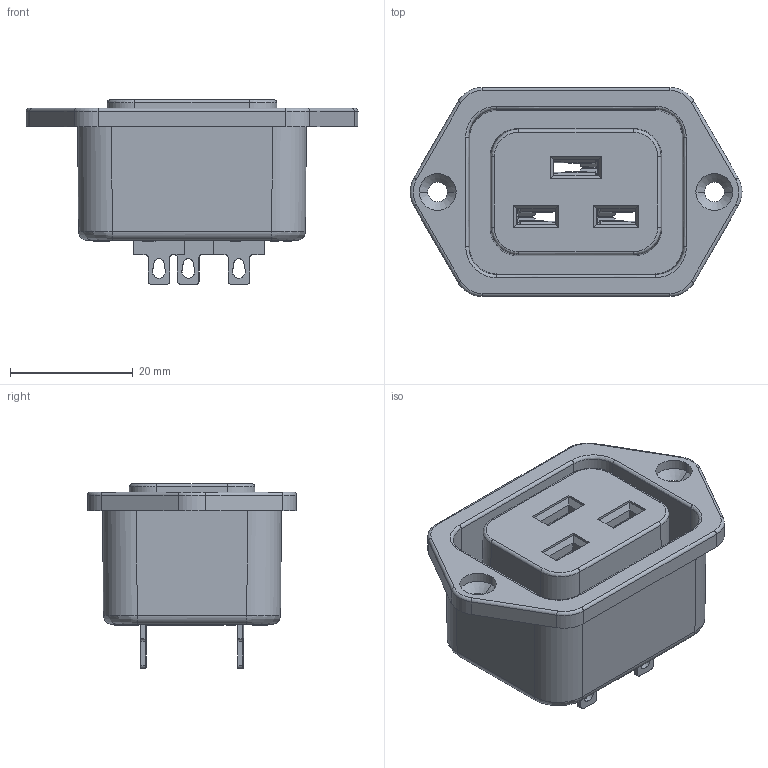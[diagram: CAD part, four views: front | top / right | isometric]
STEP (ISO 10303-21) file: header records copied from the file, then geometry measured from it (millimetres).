
FILE_DESCRIPTION(('Creo Elements/Direct Modeling STEP Export'),'2;1');
FILE_NAME('83031010_R7_Sheet-J_SM_Solder_Assy_1-20-17.stp','2017-01-20T15:42:54',(''),(''),'PTC Creo Elements/Direct Modeling STEP processor for AP214 (Solid Model)','PTC Creo Elements/Direct Modeling 19.0D 23-Nov-2015 (C) Parametric Technology GmbH','');
FILE_SCHEMA(('AUTOMOTIVE_DESIGN { 1 0 10303 214 1 1 1 1 }'));
Length unit declared in the file: millimetre
Products named in the file (6): 55020630_R9_Sheet-J_Solder-Tab_2-28-16.2; 55020630_R9_Sheet-J_Solder-Contact_Assy_2-28-16; 68024170_R8_Hsng_Sheet-J_SM_Solder-Outlet_1-20-17; Part-Number-Insert_83031010; 83031010_R7_Sheet-J_SM_Solder_Assy_1-20-17
Assembly tree (7 placements, depth 3):
  83031010_R7_Sheet-J_SM_Solder_Assy_1-20-17
    68024170_R8_Hsng_Sheet-J_SM_Solder-Outlet_1-20-17
      Part-Number-Insert_83031010
      68024170_R8_Hsng_Sheet-J_SM_Solder-Outlet_1-20-17
    55020630_R9_Sheet-J_Solder-Contact_Assy_2-28-16
      55020630_R9_Sheet-J_Solder-Tab_2-28-16.2  x3
Bounding box: 54 x 34 x 30 mm (x, y, z)
Volume: 11680 mm3; surface area: 15959.6 mm2
Topology: 5 solids, 5 shells, 1465 faces, 3997 edges, 2620 vertices
Faces by surface type: plane 966, cylinder 440, extrusion 37, bspline 12, torus 6, cone 4
Entity records: 40642 total; most frequent: CARTESIAN_POINT 8971, ORIENTED_EDGE 6730, DIRECTION 6159, EDGE_CURVE 3365, VECTOR 2573, LINE 2536, VERTEX_POINT 2200, AXIS2_PLACEMENT_3D 1793
